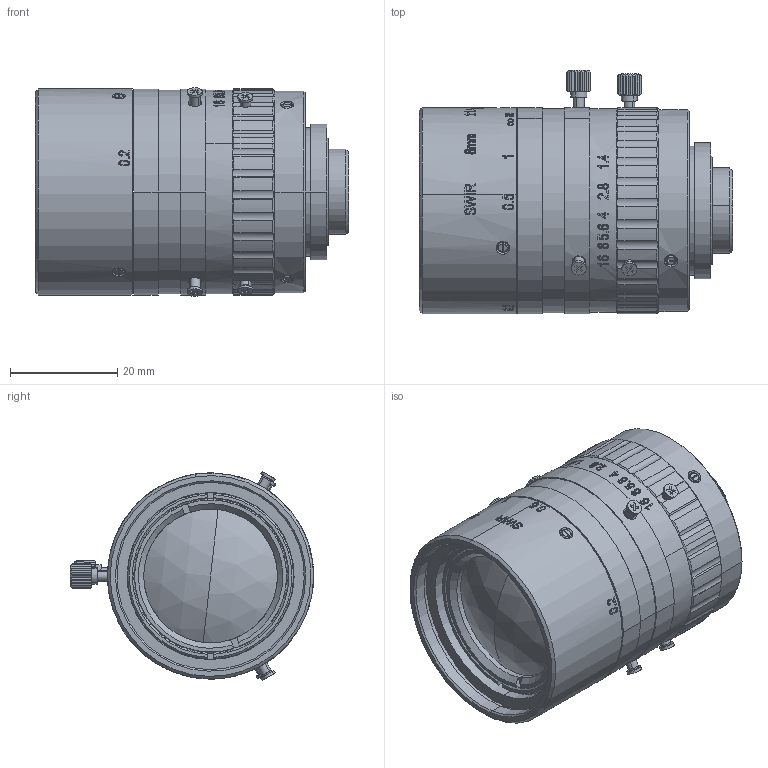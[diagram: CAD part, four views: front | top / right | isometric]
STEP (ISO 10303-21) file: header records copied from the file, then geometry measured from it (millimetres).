
FILE_DESCRIPTION (( 'STEP AP203' ), '1' );
FILE_NAME ('VA-LCM-2MP-08MM-F1.4-015-SWIR.STEP', '2023-11-08T08:54:27', ( '' ), ( '' ), 'SwSTEP 2.0', 'SolidWorks 2023', '' );
FILE_SCHEMA (( 'CONFIG_CONTROL_DESIGN' ));
Length unit declared in the file: millimetre
Products named in the file (1): VA-LCM-2MP-08MM-F1.4-015-SWIR装配体（C版）
Bounding box: 58.47 x 45.45 x 38.98 mm (x, y, z)
Surface area: 12341.9 mm2 (no closed solid volume)
Topology: 0 solids, 38 shells, 694 faces, 2585 edges, 1847 vertices
Faces by surface type: plane 247, cylinder 217, bspline 137, cone 89, sphere 4
Entity records: 58430 total; most frequent: CARTESIAN_POINT 39235, ORIENTED_EDGE 4048, DIRECTION 3092, EDGE_CURVE 2585, VERTEX_POINT 1847, B_SPLINE_CURVE_WITH_KNOTS 1179, AXIS2_PLACEMENT_3D 1128, LINE 836
